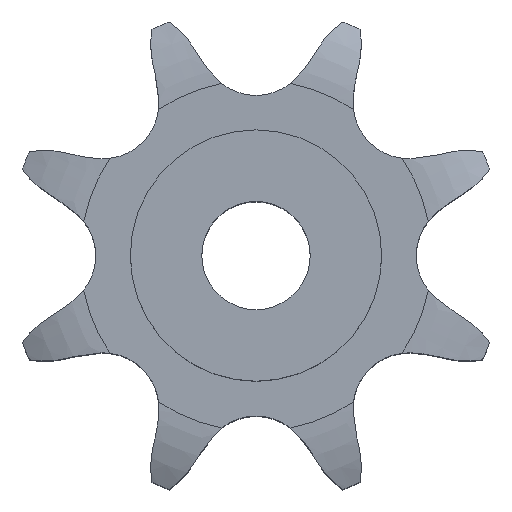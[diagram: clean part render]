
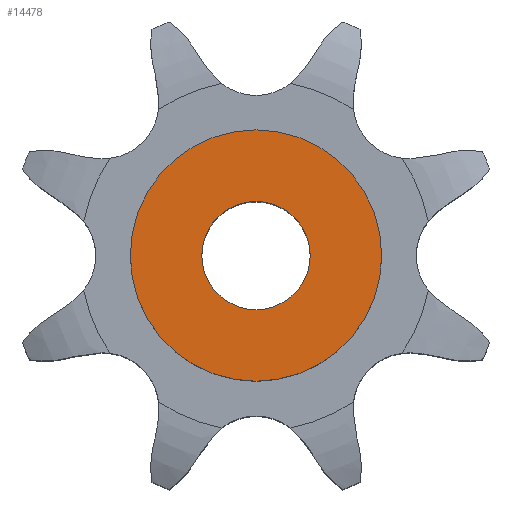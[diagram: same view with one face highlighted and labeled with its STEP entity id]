
A CAD part, top view. The second image highlights one B-rep face of the part: STEP entity #14478.
In plain terms, the highlighted planar face has unit normal (0, 0, 1).
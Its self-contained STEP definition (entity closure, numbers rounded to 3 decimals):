
#7945 = CYLINDRICAL_SURFACE('',#7946,12.5);
#7946 = AXIS2_PLACEMENT_3D('',#7947,#7948,#7949);
#7947 = CARTESIAN_POINT('',(0.,0.,215.338));
#7948 = DIRECTION('',(0.,0.,1.));
#7949 = DIRECTION('',(1.,0.,0.));
#9909 = EDGE_CURVE('',#9910,#9910,#9912,.T.);
#9910 = VERTEX_POINT('',#9911);
#9911 = CARTESIAN_POINT('',(12.5,0.,95.));
#9912 = SURFACE_CURVE('',#9913,(#9918,#9925),.PCURVE_S1.);
#9913 = CIRCLE('',#9914,12.5);
#9914 = AXIS2_PLACEMENT_3D('',#9915,#9916,#9917);
#9915 = CARTESIAN_POINT('',(0.,0.,95.));
#9916 = DIRECTION('',(0.,0.,1.));
#9917 = DIRECTION('',(1.,0.,0.));
#9918 = PCURVE('',#7945,#9919);
#9919 = DEFINITIONAL_REPRESENTATION('',(#9920),#9924);
#9920 = LINE('',#9921,#9922);
#9921 = CARTESIAN_POINT('',(0.,-120.338));
#9922 = VECTOR('',#9923,1.);
#9923 = DIRECTION('',(1.,0.));
#9924 = ( GEOMETRIC_REPRESENTATION_CONTEXT(2) 
PARAMETRIC_REPRESENTATION_CONTEXT() REPRESENTATION_CONTEXT('2D SPACE',''
  ) );
#9925 = PCURVE('',#9926,#9931);
#9926 = PLANE('',#9927);
#9927 = AXIS2_PLACEMENT_3D('',#9928,#9929,#9930);
#9928 = CARTESIAN_POINT('',(0.,0.,95.)
  );
#9929 = DIRECTION('',(0.,0.,1.));
#9930 = DIRECTION('',(1.,0.,0.));
#9931 = DEFINITIONAL_REPRESENTATION('',(#9932),#9936);
#9932 = CIRCLE('',#9933,12.5);
#9933 = AXIS2_PLACEMENT_2D('',#9934,#9935);
#9934 = CARTESIAN_POINT('',(0.,0.));
#9935 = DIRECTION('',(1.,0.));
#9936 = ( GEOMETRIC_REPRESENTATION_CONTEXT(2) 
PARAMETRIC_REPRESENTATION_CONTEXT() REPRESENTATION_CONTEXT('2D SPACE',''
  ) );
#14478 = ADVANCED_FACE('',(#14479,#14510),#9926,.T.);
#14479 = FACE_BOUND('',#14480,.T.);
#14480 = EDGE_LOOP('',(#14481));
#14481 = ORIENTED_EDGE('',*,*,#14482,.T.);
#14482 = EDGE_CURVE('',#14483,#14483,#14485,.T.);
#14483 = VERTEX_POINT('',#14484);
#14484 = CARTESIAN_POINT('',(29.,0.,95.));
#14485 = SURFACE_CURVE('',#14486,(#14491,#14498),.PCURVE_S1.);
#14486 = CIRCLE('',#14487,29.);
#14487 = AXIS2_PLACEMENT_3D('',#14488,#14489,#14490);
#14488 = CARTESIAN_POINT('',(0.,0.,95.));
#14489 = DIRECTION('',(0.,0.,1.));
#14490 = DIRECTION('',(1.,0.,0.));
#14491 = PCURVE('',#9926,#14492);
#14492 = DEFINITIONAL_REPRESENTATION('',(#14493),#14497);
#14493 = CIRCLE('',#14494,29.);
#14494 = AXIS2_PLACEMENT_2D('',#14495,#14496);
#14495 = CARTESIAN_POINT('',(0.,0.));
#14496 = DIRECTION('',(1.,0.));
#14497 = ( GEOMETRIC_REPRESENTATION_CONTEXT(2) 
PARAMETRIC_REPRESENTATION_CONTEXT() REPRESENTATION_CONTEXT('2D SPACE',''
  ) );
#14498 = PCURVE('',#14499,#14504);
#14499 = CYLINDRICAL_SURFACE('',#14500,29.);
#14500 = AXIS2_PLACEMENT_3D('',#14501,#14502,#14503);
#14501 = CARTESIAN_POINT('',(0.,0.,0.));
#14502 = DIRECTION('',(-0.,-0.,-1.));
#14503 = DIRECTION('',(1.,0.,0.));
#14504 = DEFINITIONAL_REPRESENTATION('',(#14505),#14509);
#14505 = LINE('',#14506,#14507);
#14506 = CARTESIAN_POINT('',(-0.,-95.));
#14507 = VECTOR('',#14508,1.);
#14508 = DIRECTION('',(-1.,0.));
#14509 = ( GEOMETRIC_REPRESENTATION_CONTEXT(2) 
PARAMETRIC_REPRESENTATION_CONTEXT() REPRESENTATION_CONTEXT('2D SPACE',''
  ) );
#14510 = FACE_BOUND('',#14511,.T.);
#14511 = EDGE_LOOP('',(#14512));
#14512 = ORIENTED_EDGE('',*,*,#9909,.F.);
